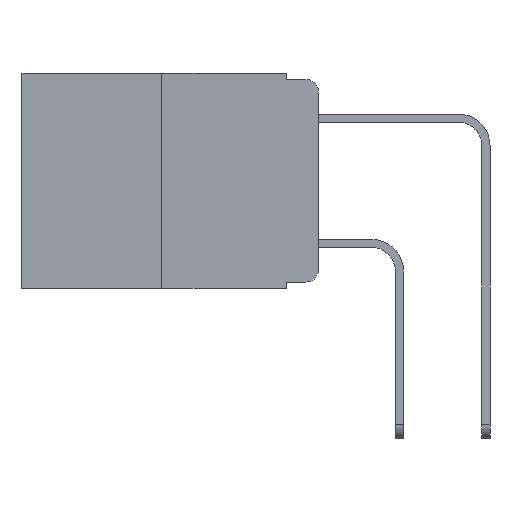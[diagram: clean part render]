
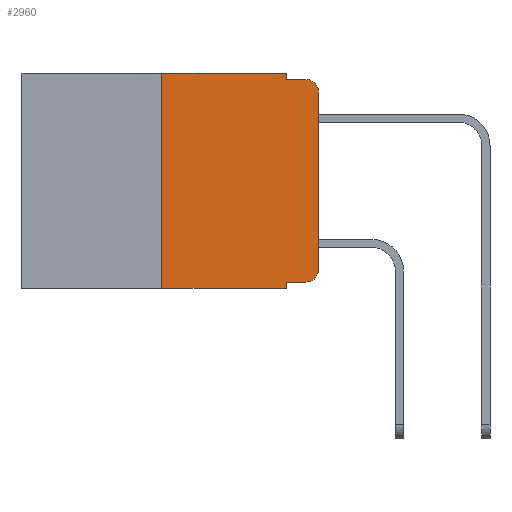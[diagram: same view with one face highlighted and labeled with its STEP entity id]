
A CAD part, left-side view. The second image highlights one B-rep face of the part: STEP entity #2960.
In plain terms, the highlighted planar face has unit normal (-1, 0, 0).
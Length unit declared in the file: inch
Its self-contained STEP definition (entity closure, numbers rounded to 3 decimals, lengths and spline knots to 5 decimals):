
#106 = VECTOR ( 'NONE', #10755, 39.37008 ) ;
#334 = EDGE_CURVE ( 'NONE', #5508, #13017, #9330, .T. ) ;
#387 = ORIENTED_EDGE ( 'NONE', *, *, #334, .T. ) ;
#507 = ORIENTED_EDGE ( 'NONE', *, *, #1137, .F. ) ;
#794 = CARTESIAN_POINT ( 'NONE',  ( 0., 0.473, 0. ) ) ;
#981 = CIRCLE ( 'NONE', #4622, 0.02 ) ;
#1079 = VERTEX_POINT ( 'NONE', #5864 ) ;
#1137 = EDGE_CURVE ( 'NONE', #5508, #1869, #8149, .T. ) ;
#1353 = CARTESIAN_POINT ( 'NONE',  ( 0., 0.051, -0.333 ) ) ;
#1524 = CARTESIAN_POINT ( 'NONE',  ( 0., 0.051, -0.01 ) ) ;
#1552 = LINE ( 'NONE', #1524, #4260 ) ;
#1869 = VERTEX_POINT ( 'NONE', #4578 ) ;
#1894 = EDGE_CURVE ( 'NONE', #4526, #1986, #12933, .T. ) ;
#1926 = CARTESIAN_POINT ( 'NONE',  ( 0., 0., -0.313 ) ) ;
#1986 = VERTEX_POINT ( 'NONE', #8603 ) ;
#1989 = ORIENTED_EDGE ( 'NONE', *, *, #13893, .T. ) ;
#2248 = CARTESIAN_POINT ( 'NONE',  ( 0., 0.02, -0.313 ) ) ;
#2406 = CARTESIAN_POINT ( 'NONE',  ( 0., 0.473, -0.343 ) ) ;
#2686 = EDGE_CURVE ( 'NONE', #1079, #8066, #6237, .T. ) ;
#2731 = ORIENTED_EDGE ( 'NONE', *, *, #7720, .F. ) ;
#2960 = ADVANCED_FACE ( 'NONE', ( #8607 ), #3373, .F. ) ;
#3123 = VERTEX_POINT ( 'NONE', #1926 ) ;
#3373 = PLANE ( 'NONE',  #3478 ) ;
#3433 = DIRECTION ( 'NONE',  ( 0., 0., -1. ) ) ;
#3474 = EDGE_CURVE ( 'NONE', #8066, #9378, #1552, .T. ) ;
#3478 = AXIS2_PLACEMENT_3D ( 'NONE', #794, #10671, #10480 ) ;
#3553 = ORIENTED_EDGE ( 'NONE', *, *, #4990, .T. ) ;
#3577 = DIRECTION ( 'NONE',  ( 0., -1., 0. ) ) ;
#3626 = ORIENTED_EDGE ( 'NONE', *, *, #8593, .T. ) ;
#3665 = EDGE_LOOP ( 'NONE', ( #3553, #3846, #7531, #11753, #2731, #11380, #3626, #507, #387, #1989 ) ) ;
#3846 = ORIENTED_EDGE ( 'NONE', *, *, #4228, .T. ) ;
#3871 = CARTESIAN_POINT ( 'NONE',  ( 0., 0., -0.03 ) ) ;
#4228 = EDGE_CURVE ( 'NONE', #8736, #9378, #981, .T. ) ;
#4260 = VECTOR ( 'NONE', #11586, 39.37008 ) ;
#4286 = VECTOR ( 'NONE', #13734, 39.37008 ) ;
#4427 = DIRECTION ( 'NONE',  ( 0., 0., -1. ) ) ;
#4526 = VERTEX_POINT ( 'NONE', #7167 ) ;
#4578 = CARTESIAN_POINT ( 'NONE',  ( 0., 0.051, -0.343 ) ) ;
#4622 = AXIS2_PLACEMENT_3D ( 'NONE', #6708, #14125, #4427 ) ;
#4889 = CARTESIAN_POINT ( 'NONE',  ( 0., 0.051, -0.01 ) ) ;
#4990 = EDGE_CURVE ( 'NONE', #3123, #8736, #13677, .T. ) ;
#5116 = VECTOR ( 'NONE', #5435, 39.37008 ) ;
#5213 = VECTOR ( 'NONE', #13554, 39.37008 ) ;
#5313 = CARTESIAN_POINT ( 'NONE',  ( 0., 0.051, -0.333 ) ) ;
#5435 = DIRECTION ( 'NONE',  ( 0., 0., 1. ) ) ;
#5508 = VERTEX_POINT ( 'NONE', #5313 ) ;
#5864 = CARTESIAN_POINT ( 'NONE',  ( 0., 0.051, 0. ) ) ;
#5902 = LINE ( 'NONE', #12880, #106 ) ;
#6237 = LINE ( 'NONE', #9532, #8784 ) ;
#6362 = LINE ( 'NONE', #2406, #14185 ) ;
#6708 = CARTESIAN_POINT ( 'NONE',  ( 0., 0.02, -0.03 ) ) ;
#6853 = CARTESIAN_POINT ( 'NONE',  ( 0., 0.25, 0. ) ) ;
#7167 = CARTESIAN_POINT ( 'NONE',  ( 0., 0.25, -0.343 ) ) ;
#7531 = ORIENTED_EDGE ( 'NONE', *, *, #3474, .F. ) ;
#7720 = EDGE_CURVE ( 'NONE', #1986, #1079, #5902, .T. ) ;
#8066 = VERTEX_POINT ( 'NONE', #4889 ) ;
#8149 = LINE ( 'NONE', #11772, #5213 ) ;
#8593 = EDGE_CURVE ( 'NONE', #4526, #1869, #6362, .T. ) ;
#8603 = CARTESIAN_POINT ( 'NONE',  ( 0., 0.25, 0. ) ) ;
#8607 = FACE_OUTER_BOUND ( 'NONE', #3665, .T. ) ;
#8736 = VERTEX_POINT ( 'NONE', #3871 ) ;
#8784 = VECTOR ( 'NONE', #8806, 39.37008 ) ;
#8806 = DIRECTION ( 'NONE',  ( 0., 0., -1. ) ) ;
#8999 = VECTOR ( 'NONE', #12148, 39.37008 ) ;
#9073 = CIRCLE ( 'NONE', #9106, 0.02 ) ;
#9106 = AXIS2_PLACEMENT_3D ( 'NONE', #2248, #10034, #3433 ) ;
#9330 = LINE ( 'NONE', #1353, #8999 ) ;
#9378 = VERTEX_POINT ( 'NONE', #12108 ) ;
#9532 = CARTESIAN_POINT ( 'NONE',  ( 0., 0.051, 0. ) ) ;
#10034 = DIRECTION ( 'NONE',  ( -1., 0., 0. ) ) ;
#10045 = CARTESIAN_POINT ( 'NONE',  ( 0., 0.02, -0.333 ) ) ;
#10480 = DIRECTION ( 'NONE',  ( 0., 0., -1. ) ) ;
#10671 = DIRECTION ( 'NONE',  ( 1., 0., 0. ) ) ;
#10755 = DIRECTION ( 'NONE',  ( 0., -1., 0. ) ) ;
#11380 = ORIENTED_EDGE ( 'NONE', *, *, #1894, .F. ) ;
#11586 = DIRECTION ( 'NONE',  ( 0., -1., 0. ) ) ;
#11753 = ORIENTED_EDGE ( 'NONE', *, *, #2686, .F. ) ;
#11772 = CARTESIAN_POINT ( 'NONE',  ( 0., 0.051, 0. ) ) ;
#12108 = CARTESIAN_POINT ( 'NONE',  ( 0., 0.02, -0.01 ) ) ;
#12148 = DIRECTION ( 'NONE',  ( 0., -1., 0. ) ) ;
#12540 = CARTESIAN_POINT ( 'NONE',  ( 0., 0., 0. ) ) ;
#12880 = CARTESIAN_POINT ( 'NONE',  ( 0., 0.473, 0. ) ) ;
#12933 = LINE ( 'NONE', #6853, #4286 ) ;
#13017 = VERTEX_POINT ( 'NONE', #10045 ) ;
#13554 = DIRECTION ( 'NONE',  ( 0., 0., -1. ) ) ;
#13677 = LINE ( 'NONE', #12540, #5116 ) ;
#13734 = DIRECTION ( 'NONE',  ( 0., 0., 1. ) ) ;
#13893 = EDGE_CURVE ( 'NONE', #13017, #3123, #9073, .T. ) ;
#14125 = DIRECTION ( 'NONE',  ( -1., 0., 0. ) ) ;
#14185 = VECTOR ( 'NONE', #3577, 39.37008 ) ;
